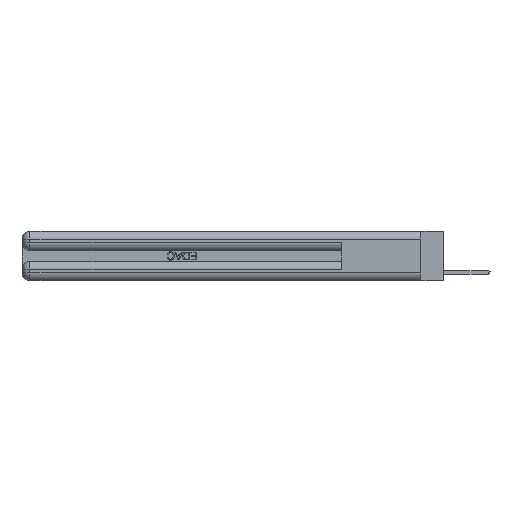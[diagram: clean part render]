
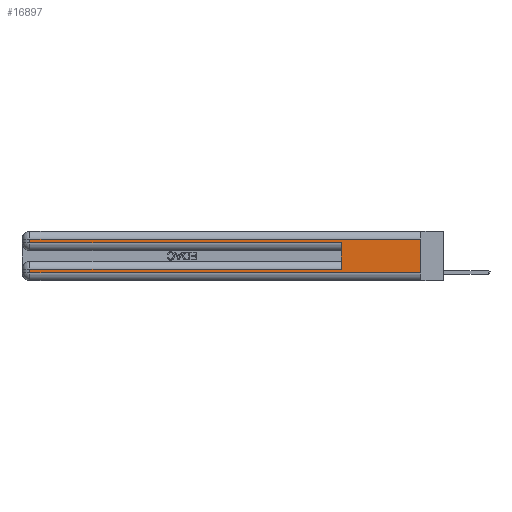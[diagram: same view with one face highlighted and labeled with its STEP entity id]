
A CAD part, left-side view. The second image highlights one B-rep face of the part: STEP entity #16897.
In plain terms, the highlighted planar face has unit normal (-1, 0, 0).
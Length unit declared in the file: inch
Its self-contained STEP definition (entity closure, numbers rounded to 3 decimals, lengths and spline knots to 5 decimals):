
#54 = EDGE_LOOP ( 'NONE', ( #12390, #659, #23363, #7287, #17472, #24463, #14647, #422 ) ) ;
#422 = ORIENTED_EDGE ( 'NONE', *, *, #24155, .T. ) ;
#659 = ORIENTED_EDGE ( 'NONE', *, *, #8636, .T. ) ;
#1895 = DIRECTION ( 'NONE',  ( 1., 0., 0. ) ) ;
#2140 = DIRECTION ( 'NONE',  ( 0., 0., 1. ) ) ;
#2274 = VERTEX_POINT ( 'NONE', #25530 ) ;
#2674 = EDGE_CURVE ( 'NONE', #10361, #2274, #24050, .T. ) ;
#2894 = LINE ( 'NONE', #30034, #6691 ) ;
#3144 = LINE ( 'NONE', #31417, #17195 ) ;
#3285 = VERTEX_POINT ( 'NONE', #21952 ) ;
#5281 = EDGE_CURVE ( 'NONE', #6113, #29947, #12882, .T. ) ;
#5651 = EDGE_CURVE ( 'NONE', #24345, #15028, #22313, .T. ) ;
#6113 = VERTEX_POINT ( 'NONE', #29669 ) ;
#6372 = CARTESIAN_POINT ( 'NONE',  ( 0., 0.6, 0.085 ) ) ;
#6691 = VECTOR ( 'NONE', #17777, 39.37008 ) ;
#7089 = CARTESIAN_POINT ( 'NONE',  ( 0., 0., 0.37 ) ) ;
#7166 = EDGE_CURVE ( 'NONE', #30443, #10361, #2894, .T. ) ;
#7287 = ORIENTED_EDGE ( 'NONE', *, *, #5651, .T. ) ;
#7556 = LINE ( 'NONE', #10943, #20773 ) ;
#7905 = DIRECTION ( 'NONE',  ( 0., -1., 0. ) ) ;
#7966 = VECTOR ( 'NONE', #22514, 39.37008 ) ;
#8636 = EDGE_CURVE ( 'NONE', #6113, #3285, #3144, .T. ) ;
#8951 = CARTESIAN_POINT ( 'NONE',  ( 0., 0., 0.37 ) ) ;
#10361 = VERTEX_POINT ( 'NONE', #30141 ) ;
#10943 = CARTESIAN_POINT ( 'NONE',  ( 0., 2.94, 0.37 ) ) ;
#11218 = EDGE_CURVE ( 'NONE', #3285, #24345, #7556, .T. ) ;
#12084 = EDGE_CURVE ( 'NONE', #30443, #15028, #16217, .T. ) ;
#12390 = ORIENTED_EDGE ( 'NONE', *, *, #5281, .F. ) ;
#12882 = LINE ( 'NONE', #8951, #30703 ) ;
#14647 = ORIENTED_EDGE ( 'NONE', *, *, #2674, .T. ) ;
#15028 = VERTEX_POINT ( 'NONE', #26059 ) ;
#16103 = CARTESIAN_POINT ( 'NONE',  ( 0., 2.94, 0.285 ) ) ;
#16217 = LINE ( 'NONE', #23177, #29461 ) ;
#16833 = VECTOR ( 'NONE', #7905, 39.37008 ) ;
#16897 = ADVANCED_FACE ( 'NONE', ( #20282 ), #22026, .F. ) ;
#17195 = VECTOR ( 'NONE', #28721, 39.37008 ) ;
#17472 = ORIENTED_EDGE ( 'NONE', *, *, #12084, .F. ) ;
#17777 = DIRECTION ( 'NONE',  ( 0., 1., 0. ) ) ;
#17889 = CARTESIAN_POINT ( 'NONE',  ( 0., 0., 0.285 ) ) ;
#19739 = CARTESIAN_POINT ( 'NONE',  ( 0., 0., 0.06 ) ) ;
#20282 = FACE_OUTER_BOUND ( 'NONE', #54, .T. ) ;
#20597 = LINE ( 'NONE', #19739, #16833 ) ;
#20654 = DIRECTION ( 'NONE',  ( 0., 0., -1. ) ) ;
#20773 = VECTOR ( 'NONE', #20654, 39.37008 ) ;
#21218 = DIRECTION ( 'NONE',  ( 0., 0., -1. ) ) ;
#21952 = CARTESIAN_POINT ( 'NONE',  ( 0., 2.94, 0.31 ) ) ;
#22026 = PLANE ( 'NONE',  #23050 ) ;
#22313 = LINE ( 'NONE', #17889, #7966 ) ;
#22514 = DIRECTION ( 'NONE',  ( 0., -1., 0. ) ) ;
#23050 = AXIS2_PLACEMENT_3D ( 'NONE', #7089, #1895, #28653 ) ;
#23177 = CARTESIAN_POINT ( 'NONE',  ( 0., 0.6, 0.145 ) ) ;
#23292 = VECTOR ( 'NONE', #21218, 39.37008 ) ;
#23363 = ORIENTED_EDGE ( 'NONE', *, *, #11218, .T. ) ;
#23499 = DIRECTION ( 'NONE',  ( 0., 0., -1. ) ) ;
#24050 = LINE ( 'NONE', #28001, #23292 ) ;
#24155 = EDGE_CURVE ( 'NONE', #2274, #29947, #20597, .T. ) ;
#24345 = VERTEX_POINT ( 'NONE', #16103 ) ;
#24463 = ORIENTED_EDGE ( 'NONE', *, *, #7166, .T. ) ;
#25530 = CARTESIAN_POINT ( 'NONE',  ( 0., 2.94, 0.06 ) ) ;
#26059 = CARTESIAN_POINT ( 'NONE',  ( 0., 0.6, 0.285 ) ) ;
#26363 = CARTESIAN_POINT ( 'NONE',  ( 0., 0., 0.06 ) ) ;
#28001 = CARTESIAN_POINT ( 'NONE',  ( 0., 2.94, 0.37 ) ) ;
#28653 = DIRECTION ( 'NONE',  ( 0., 0., -1. ) ) ;
#28721 = DIRECTION ( 'NONE',  ( 0., 1., 0. ) ) ;
#29461 = VECTOR ( 'NONE', #2140, 39.37008 ) ;
#29669 = CARTESIAN_POINT ( 'NONE',  ( 0., 0., 0.31 ) ) ;
#29947 = VERTEX_POINT ( 'NONE', #26363 ) ;
#30034 = CARTESIAN_POINT ( 'NONE',  ( 0., 0., 0.085 ) ) ;
#30141 = CARTESIAN_POINT ( 'NONE',  ( 0., 2.94, 0.085 ) ) ;
#30443 = VERTEX_POINT ( 'NONE', #6372 ) ;
#30703 = VECTOR ( 'NONE', #23499, 39.37008 ) ;
#31417 = CARTESIAN_POINT ( 'NONE',  ( 0., 0., 0.31 ) ) ;
